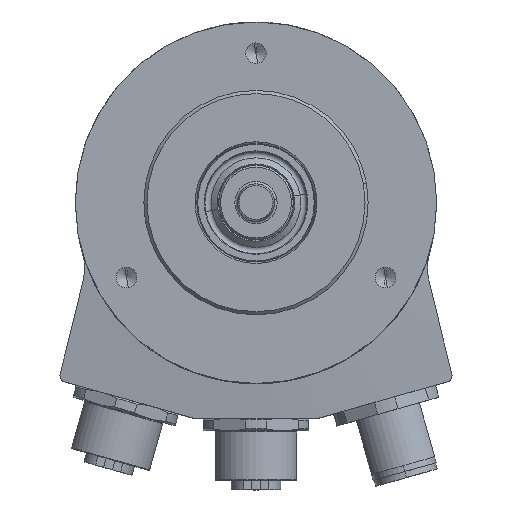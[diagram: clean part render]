
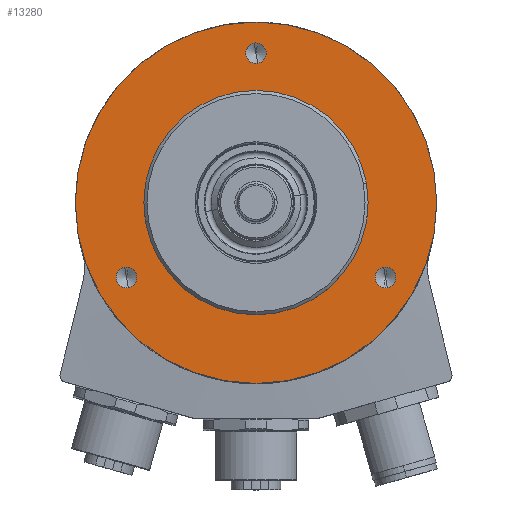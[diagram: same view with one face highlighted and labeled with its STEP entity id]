
A CAD part, top view. The second image highlights one B-rep face of the part: STEP entity #13280.
In plain terms, the highlighted planar face has unit normal (0, 0, 1).
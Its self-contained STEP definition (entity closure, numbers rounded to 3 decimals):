
#1691=CARTESIAN_POINT('',(0.,0.,20.5));
#1692=DIRECTION('',(0.,0.,1.));
#1693=DIRECTION('',(0.985,0.174,0.));
#1694=AXIS2_PLACEMENT_3D('',#1691,#1692,#1693);
#1727=CARTESIAN_POINT('',(0.,0.,20.5));
#1728=DIRECTION('',(0.,0.,1.));
#1729=DIRECTION('',(-0.985,-0.174,0.));
#1730=AXIS2_PLACEMENT_3D('',#1727,#1728,#1729);
#1732=CARTESIAN_POINT('',(0.,0.,20.5));
#1733=DIRECTION('',(0.,0.,-1.));
#1734=DIRECTION('',(-0.985,-0.174,0.));
#1735=AXIS2_PLACEMENT_3D('',#1732,#1733,#1734);
#1737=CARTESIAN_POINT('',(0.,24.,20.5));
#1738=DIRECTION('',(0.,0.,1.));
#1739=DIRECTION('',(0.174,-0.985,0.));
#1740=AXIS2_PLACEMENT_3D('',#1737,#1738,#1739);
#1742=CARTESIAN_POINT('',(0.,24.,20.5));
#1743=DIRECTION('',(0.,0.,1.));
#1744=DIRECTION('',(-0.174,0.985,0.));
#1745=AXIS2_PLACEMENT_3D('',#1742,#1743,#1744);
#1747=CARTESIAN_POINT('',(20.785,-12.,20.5));
#1748=DIRECTION('',(0.,0.,1.));
#1749=DIRECTION('',(0.174,-0.985,0.));
#1750=AXIS2_PLACEMENT_3D('',#1747,#1748,#1749);
#1752=CARTESIAN_POINT('',(20.785,-12.,20.5));
#1753=DIRECTION('',(0.,0.,1.));
#1754=DIRECTION('',(-0.174,0.985,0.));
#1755=AXIS2_PLACEMENT_3D('',#1752,#1753,#1754);
#1757=CARTESIAN_POINT('',(-20.785,-12.,20.5));
#1758=DIRECTION('',(0.,0.,1.));
#1759=DIRECTION('',(0.174,-0.985,0.));
#1760=AXIS2_PLACEMENT_3D('',#1757,#1758,#1759);
#1762=CARTESIAN_POINT('',(-20.785,-12.,20.5));
#1763=DIRECTION('',(0.,0.,1.));
#1764=DIRECTION('',(-0.174,0.985,0.));
#1765=AXIS2_PLACEMENT_3D('',#1762,#1763,#1764);
#1767=CARTESIAN_POINT('',(0.,0.,20.5));
#1768=DIRECTION('',(0.,0.,1.));
#1769=DIRECTION('',(-0.985,-0.174,0.));
#1770=AXIS2_PLACEMENT_3D('',#1767,#1768,#1769);
#8816=CARTESIAN_POINT('',(-17.727,-3.126,20.5));
#8817=CARTESIAN_POINT('',(17.727,3.126,20.5));
#8818=VERTEX_POINT('',#8816);
#8819=VERTEX_POINT('',#8817);
#8820=CARTESIAN_POINT('',(-28.559,-5.036,20.5));
#8821=CARTESIAN_POINT('',(28.559,5.036,20.5));
#8822=VERTEX_POINT('',#8820);
#8823=VERTEX_POINT('',#8821);
#8830=CARTESIAN_POINT('',(0.287,22.375,20.5));
#8831=VERTEX_POINT('',#8830);
#8832=CARTESIAN_POINT('',(-0.287,25.625,20.5));
#8833=VERTEX_POINT('',#8832);
#8840=CARTESIAN_POINT('',(21.071,-13.625,20.5));
#8841=VERTEX_POINT('',#8840);
#8842=CARTESIAN_POINT('',(20.498,-10.375,20.5));
#8843=VERTEX_POINT('',#8842);
#8850=CARTESIAN_POINT('',(-20.498,-13.625,20.5));
#8851=VERTEX_POINT('',#8850);
#8852=CARTESIAN_POINT('',(-21.071,-10.375,20.5));
#8853=VERTEX_POINT('',#8852);
#13246=CARTESIAN_POINT('',(0.,0.,20.5));
#13247=DIRECTION('',(0.,0.,1.));
#13248=DIRECTION('',(-0.985,-0.174,0.));
#13249=AXIS2_PLACEMENT_3D('',#13246,#13247,#13248);
#13250=PLANE('',#13249);
#13252=ORIENTED_EDGE('',*,*,#13251,.F.);
#13253=ORIENTED_EDGE('',*,*,#13224,.F.);
#13254=EDGE_LOOP('',(#13252,#13253));
#13255=FACE_OUTER_BOUND('',#13254,.F.);
#13257=ORIENTED_EDGE('',*,*,#13256,.T.);
#13259=ORIENTED_EDGE('',*,*,#13258,.F.);
#13260=EDGE_LOOP('',(#13257,#13259));
#13261=FACE_BOUND('',#13260,.F.);
#13263=ORIENTED_EDGE('',*,*,#13262,.T.);
#13265=ORIENTED_EDGE('',*,*,#13264,.T.);
#13266=EDGE_LOOP('',(#13263,#13265));
#13267=FACE_BOUND('',#13266,.F.);
#13269=ORIENTED_EDGE('',*,*,#13268,.T.);
#13271=ORIENTED_EDGE('',*,*,#13270,.T.);
#13272=EDGE_LOOP('',(#13269,#13271));
#13273=FACE_BOUND('',#13272,.F.);
#13275=ORIENTED_EDGE('',*,*,#13274,.T.);
#13277=ORIENTED_EDGE('',*,*,#13276,.T.);
#13278=EDGE_LOOP('',(#13275,#13277));
#13279=FACE_BOUND('',#13278,.F.);
#1695=CIRCLE('',#1694,29.);
#1731=CIRCLE('',#1730,18.);
#1736=CIRCLE('',#1735,18.);
#1741=CIRCLE('',#1740,1.65);
#1746=CIRCLE('',#1745,1.65);
#1751=CIRCLE('',#1750,1.65);
#1756=CIRCLE('',#1755,1.65);
#1761=CIRCLE('',#1760,1.65);
#1766=CIRCLE('',#1765,1.65);
#1771=CIRCLE('',#1770,29.);
#13224=EDGE_CURVE('',#8823,#8822,#1695,.T.);
#13251=EDGE_CURVE('',#8822,#8823,#1771,.T.);
#13256=EDGE_CURVE('',#8818,#8819,#1731,.T.);
#13258=EDGE_CURVE('',#8818,#8819,#1736,.T.);
#13262=EDGE_CURVE('',#8831,#8833,#1741,.T.);
#13264=EDGE_CURVE('',#8833,#8831,#1746,.T.);
#13268=EDGE_CURVE('',#8841,#8843,#1751,.T.);
#13270=EDGE_CURVE('',#8843,#8841,#1756,.T.);
#13274=EDGE_CURVE('',#8851,#8853,#1761,.T.);
#13276=EDGE_CURVE('',#8853,#8851,#1766,.T.);
#13280=ADVANCED_FACE('',(#13255,#13261,#13267,#13273,#13279),#13250,.T.);
